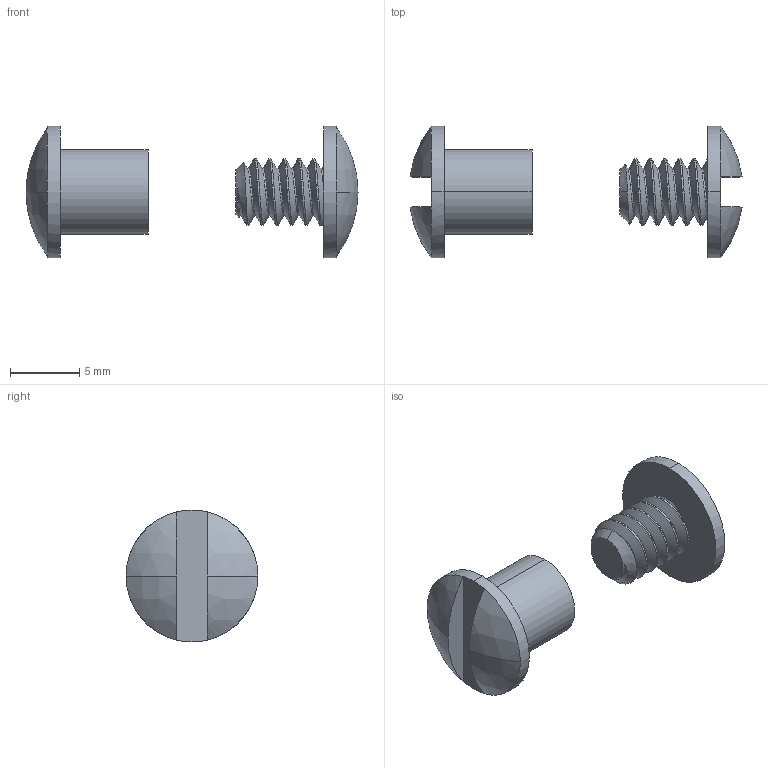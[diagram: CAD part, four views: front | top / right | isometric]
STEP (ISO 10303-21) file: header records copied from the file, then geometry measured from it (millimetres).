
FILE_DESCRIPTION (( 'STEP AP203' ), '1' );
FILE_NAME ('90249A225.step', '2013-08-23T14:47:04', ( 'Admin' ), ( 'McMaster-Carr Supply Co' ), 'SwSTEP 2.0', 'SolidWorks 2010', '' );
FILE_SCHEMA (( 'CONFIG_CONTROL_DESIGN' ));
Length unit declared in the file: inch
Products named in the file (1): 90249A225
Bounding box: 23.98 x 9.53 x 9.53 mm (x, y, z)
Volume: 362.7 mm3; surface area: 751.4 mm2
Topology: 2 solids, 2 shells, 50 faces, 120 edges, 77 vertices
Faces by surface type: cylinder 26, plane 11, sphere 8, bspline 3, cone 2
Entity records: 2599 total; most frequent: CARTESIAN_POINT 1405, ORIENTED_EDGE 240, DIRECTION 239, EDGE_CURVE 120, AXIS2_PLACEMENT_3D 104, VERTEX_POINT 77, CIRCLE 56, EDGE_LOOP 53
